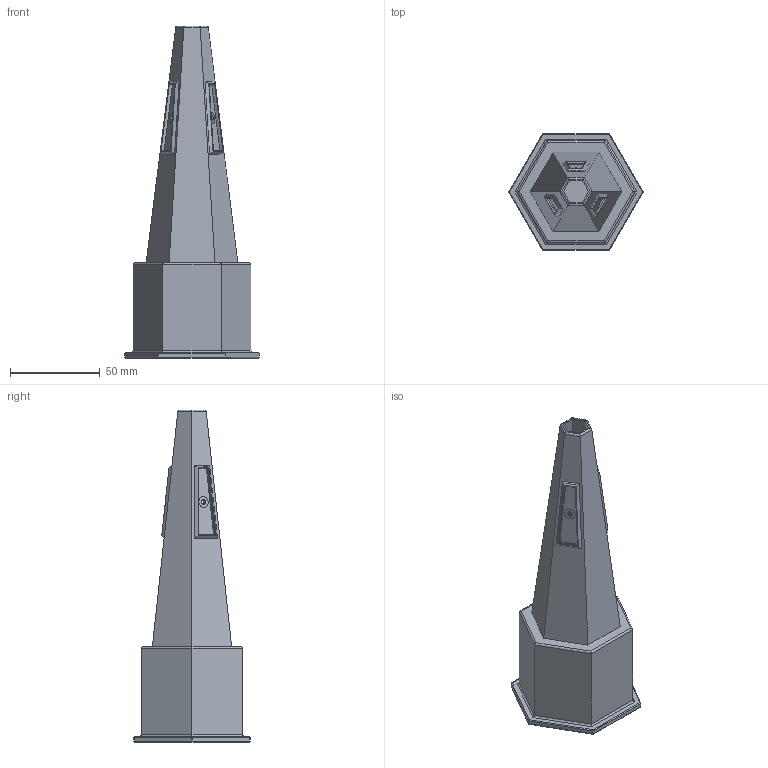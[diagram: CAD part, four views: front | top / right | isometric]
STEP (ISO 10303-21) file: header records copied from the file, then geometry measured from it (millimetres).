
FILE_DESCRIPTION(('FreeCAD Model'),'2;1');
FILE_NAME('Open CASCADE Shape Model','2024-02-04T17:29:53',(''),(''), 'Open CASCADE STEP processor 7.6','FreeCAD','Unknown');
FILE_SCHEMA(('AUTOMOTIVE_DESIGN { 1 0 10303 214 1 1 1 1 }'));
Length unit declared in the file: millimetre
Products named in the file (3): Adjustable Mute; Insert001; Base
Assembly tree (2 placements, depth 2):
  Adjustable Mute
    Insert001
    Base
Bounding box: 74.75 x 64.87 x 185 mm (x, y, z)
Volume: 87877.3 mm3; surface area: 52851.7 mm2
Topology: 2 solids, 2 shells, 171 faces, 387 edges, 222 vertices
Faces by surface type: plane 83, bspline 39, cylinder 37, sphere 12
Full cylindrical faces by diameter (mm): 2.81 x6, 6 x3
Entity records: 12963 total; most frequent: CARTESIAN_POINT 5641, DIRECTION 1189, LINE 792, VECTOR 792, ORIENTED_EDGE 750, PCURVE 750, DEFINITIONAL_REPRESENTATION 750, EDGE_CURVE 375
